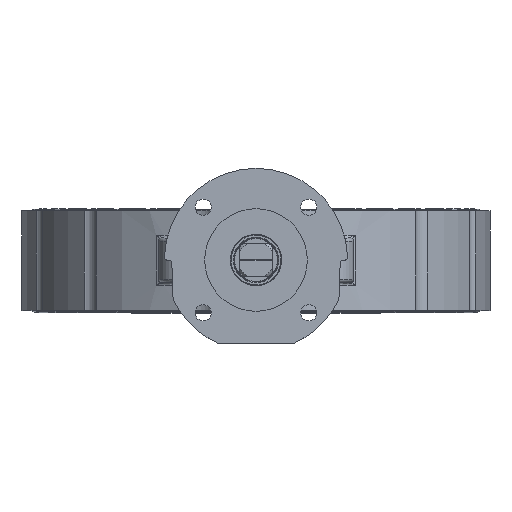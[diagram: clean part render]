
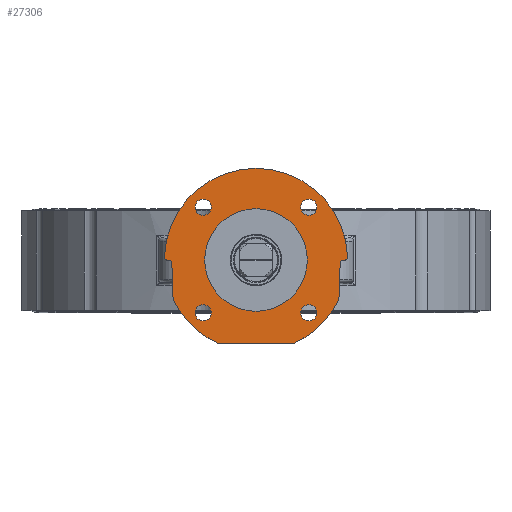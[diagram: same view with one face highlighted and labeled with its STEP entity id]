
A CAD part, top view. The second image highlights one B-rep face of the part: STEP entity #27306.
In plain terms, the highlighted planar face has unit normal (0, 0, 1).
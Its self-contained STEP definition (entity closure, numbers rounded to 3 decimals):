
#13259=CARTESIAN_POINT('',(-25.637,-57.0,266.0));
#13260=VERTEX_POINT('',#13259);
#13261=CARTESIAN_POINT('',(-56.572,-26.567,266.0));
#13262=VERTEX_POINT('',#13261);
#13263=CARTESIAN_POINT('',(0.,0.,266.0));
#13264=DIRECTION('',(0.0,0.0,-1.));
#13265=DIRECTION('',(-0.905,-0.425,0.0));
#13266=AXIS2_PLACEMENT_3D('',#13263,#13264,#13265);
#13267=CIRCLE('',#13266,62.5);
#13268=EDGE_CURVE('',#13260,#13262,#13267,.T.);
#22563=CARTESIAN_POINT('',(-57.433,-1.93,266.0));
#22564=VERTEX_POINT('',#22563);
#22565=CARTESIAN_POINT('',(-56.572,-26.567,266.0));
#22566=DIRECTION('',(-0.035,0.999,0.0));
#22567=VECTOR('',#22566,24.652);
#22568=LINE('',#22565,#22567);
#22569=EDGE_CURVE('',#13262,#22564,#22568,.T.);
#22594=CARTESIAN_POINT('',(-59.431,0.0,266.0));
#22595=VERTEX_POINT('',#22594);
#22596=CARTESIAN_POINT('',(-59.431,-2.,266.0));
#22597=DIRECTION('',(0.0,0.0,1.0));
#22598=DIRECTION('',(0.695,0.719,0.0));
#22599=AXIS2_PLACEMENT_3D('',#22596,#22597,#22598);
#22600=CIRCLE('',#22599,2.0);
#22601=EDGE_CURVE('',#22564,#22595,#22600,.T.);
#22948=CARTESIAN_POINT('',(-60.467,0.0,266.0));
#22949=VERTEX_POINT('',#22948);
#22950=CARTESIAN_POINT('',(-59.431,0.0,266.0));
#22951=DIRECTION('',(-1.0,0.0,0.0));
#22952=VECTOR('',#22951,1.036);
#22953=LINE('',#22950,#22952);
#22954=EDGE_CURVE('',#22595,#22949,#22953,.T.);
#22979=CARTESIAN_POINT('',(-62.466,2.066,266.0));
#22980=VERTEX_POINT('',#22979);
#22981=CARTESIAN_POINT('',(-60.467,2.,266.0));
#22982=DIRECTION('',(0.0,0.0,-1.));
#22983=DIRECTION('',(-0.719,-0.695,0.0));
#22984=AXIS2_PLACEMENT_3D('',#22981,#22982,#22983);
#22985=CIRCLE('',#22984,2.0);
#22986=EDGE_CURVE('',#22949,#22980,#22985,.T.);
#26628=CARTESIAN_POINT('',(25.637,-57.0,266.0));
#26629=VERTEX_POINT('',#26628);
#26630=CARTESIAN_POINT('',(25.637,-57.0,266.0));
#26631=DIRECTION('',(-1.0,0.0,0.0));
#26632=VECTOR('',#26631,51.274);
#26633=LINE('',#26630,#26632);
#26634=EDGE_CURVE('',#26629,#13260,#26633,.T.);
#27096=CARTESIAN_POINT('',(56.572,-26.567,266.0));
#27097=VERTEX_POINT('',#27096);
#27098=CARTESIAN_POINT('',(0.,0.,266.0));
#27099=DIRECTION('',(0.0,0.0,-1.));
#27100=DIRECTION('',(0.41,-0.912,0.0));
#27101=AXIS2_PLACEMENT_3D('',#27098,#27099,#27100);
#27102=CIRCLE('',#27101,62.5);
#27103=EDGE_CURVE('',#27097,#26629,#27102,.T.);
#27121=CARTESIAN_POINT('',(57.433,-1.93,266.0));
#27122=VERTEX_POINT('',#27121);
#27123=CARTESIAN_POINT('',(57.433,-1.93,266.0));
#27124=DIRECTION('',(-0.035,-0.999,0.0));
#27125=VECTOR('',#27124,24.652);
#27126=LINE('',#27123,#27125);
#27127=EDGE_CURVE('',#27122,#27097,#27126,.T.);
#27145=CARTESIAN_POINT('',(59.431,0.0,266.0));
#27146=VERTEX_POINT('',#27145);
#27147=CARTESIAN_POINT('',(59.431,-2.0,266.0));
#27148=DIRECTION('',(0.0,0.0,1.0));
#27149=DIRECTION('',(-0.695,0.719,0.0));
#27150=AXIS2_PLACEMENT_3D('',#27147,#27148,#27149);
#27151=CIRCLE('',#27150,2.);
#27152=EDGE_CURVE('',#27146,#27122,#27151,.T.);
#27170=CARTESIAN_POINT('',(60.467,0.0,266.0));
#27171=VERTEX_POINT('',#27170);
#27172=CARTESIAN_POINT('',(60.467,0.0,266.0));
#27173=DIRECTION('',(-1.0,0.0,0.0));
#27174=VECTOR('',#27173,1.036);
#27175=LINE('',#27172,#27174);
#27176=EDGE_CURVE('',#27171,#27146,#27175,.T.);
#27194=CARTESIAN_POINT('',(62.466,2.066,266.0));
#27195=VERTEX_POINT('',#27194);
#27196=CARTESIAN_POINT('',(60.467,2.0,266.0));
#27197=DIRECTION('',(0.0,0.0,-1.0));
#27198=DIRECTION('',(0.719,-0.695,0.0));
#27199=AXIS2_PLACEMENT_3D('',#27196,#27197,#27198);
#27200=CIRCLE('',#27199,2.0);
#27201=EDGE_CURVE('',#27195,#27171,#27200,.T.);
#27219=CARTESIAN_POINT('',(0.,0.,266.0));
#27220=DIRECTION('',(0.0,0.0,-1.0));
#27221=DIRECTION('',(1.0,0.0,0.0));
#27222=AXIS2_PLACEMENT_3D('',#27219,#27220,#27221);
#27223=CIRCLE('',#27222,62.5);
#27224=EDGE_CURVE('',#22980,#27195,#27223,.T.);
#27232=CARTESIAN_POINT('',(-160.001,62.501,266.0));
#27233=DIRECTION('',(0.0,0.0,-1.0));
#27234=DIRECTION('',(-1.0,0.0,0.0));
#27235=AXIS2_PLACEMENT_3D('',#27232,#27233,#27234);
#27236=PLANE('',#27235);
#27237=ORIENTED_EDGE('',*,*,#26634,.F.);
#27238=ORIENTED_EDGE('',*,*,#27103,.F.);
#27239=ORIENTED_EDGE('',*,*,#27127,.F.);
#27240=ORIENTED_EDGE('',*,*,#27152,.F.);
#27241=ORIENTED_EDGE('',*,*,#27176,.F.);
#27242=ORIENTED_EDGE('',*,*,#27201,.F.);
#27243=ORIENTED_EDGE('',*,*,#27224,.F.);
#27244=ORIENTED_EDGE('',*,*,#22986,.F.);
#27245=ORIENTED_EDGE('',*,*,#22954,.F.);
#27246=ORIENTED_EDGE('',*,*,#22601,.F.);
#27247=ORIENTED_EDGE('',*,*,#22569,.F.);
#27248=ORIENTED_EDGE('',*,*,#13268,.F.);
#27249=EDGE_LOOP('',(#27237,#27238,#27239,#27240,#27241,#27242,#27243,#27244,#27245,#27246,#27247,#27248));
#27250=FACE_OUTER_BOUND('',#27249,.T.);
#27251=CARTESIAN_POINT('',(-41.562,-36.062,266.0));
#27252=VERTEX_POINT('',#27251);
#27253=CARTESIAN_POINT('',(-36.062,-36.062,266.0));
#27254=DIRECTION('',(0.0,0.0,-1.0));
#27255=DIRECTION('',(-1.0,0.0,0.0));
#27256=AXIS2_PLACEMENT_3D('',#27253,#27254,#27255);
#27257=CIRCLE('',#27256,5.5);
#27258=EDGE_CURVE('',#27252,#27252,#27257,.T.);
#27259=ORIENTED_EDGE('',*,*,#27258,.T.);
#27260=EDGE_LOOP('',(#27259));
#27261=FACE_BOUND('',#27260,.T.);
#27262=CARTESIAN_POINT('',(-36.062,41.562,266.0));
#27263=VERTEX_POINT('',#27262);
#27264=CARTESIAN_POINT('',(-36.062,36.062,266.0));
#27265=DIRECTION('',(0.0,0.0,-1.0));
#27266=DIRECTION('',(0.0,1.0,0.0));
#27267=AXIS2_PLACEMENT_3D('',#27264,#27265,#27266);
#27268=CIRCLE('',#27267,5.5);
#27269=EDGE_CURVE('',#27263,#27263,#27268,.T.);
#27270=ORIENTED_EDGE('',*,*,#27269,.T.);
#27271=EDGE_LOOP('',(#27270));
#27272=FACE_BOUND('',#27271,.T.);
#27273=CARTESIAN_POINT('',(36.062,-41.562,266.0));
#27274=VERTEX_POINT('',#27273);
#27275=CARTESIAN_POINT('',(36.062,-36.062,266.0));
#27276=DIRECTION('',(0.0,0.0,-1.0));
#27277=DIRECTION('',(0.0,-1.0,0.0));
#27278=AXIS2_PLACEMENT_3D('',#27275,#27276,#27277);
#27279=CIRCLE('',#27278,5.5);
#27280=EDGE_CURVE('',#27274,#27274,#27279,.T.);
#27281=ORIENTED_EDGE('',*,*,#27280,.T.);
#27282=EDGE_LOOP('',(#27281));
#27283=FACE_BOUND('',#27282,.T.);
#27284=CARTESIAN_POINT('',(41.562,36.062,266.0));
#27285=VERTEX_POINT('',#27284);
#27286=CARTESIAN_POINT('',(36.062,36.062,266.0));
#27287=DIRECTION('',(0.0,0.0,-1.0));
#27288=DIRECTION('',(1.0,0.0,0.0));
#27289=AXIS2_PLACEMENT_3D('',#27286,#27287,#27288);
#27290=CIRCLE('',#27289,5.5);
#27291=EDGE_CURVE('',#27285,#27285,#27290,.T.);
#27292=ORIENTED_EDGE('',*,*,#27291,.T.);
#27293=EDGE_LOOP('',(#27292));
#27294=FACE_BOUND('',#27293,.T.);
#27295=CARTESIAN_POINT('',(35.0,0.,266.0));
#27296=VERTEX_POINT('',#27295);
#27297=CARTESIAN_POINT('',(0.,0.,266.0));
#27298=DIRECTION('',(0.0,0.0,-1.0));
#27299=DIRECTION('',(1.0,0.0,0.0));
#27300=AXIS2_PLACEMENT_3D('',#27297,#27298,#27299);
#27301=CIRCLE('',#27300,35.0);
#27302=EDGE_CURVE('',#27296,#27296,#27301,.T.);
#27303=ORIENTED_EDGE('',*,*,#27302,.T.);
#27304=EDGE_LOOP('',(#27303));
#27305=FACE_BOUND('',#27304,.T.);
#27306=ADVANCED_FACE('',(#27250,#27261,#27272,#27283,#27294,#27305),#27236,.F.);
